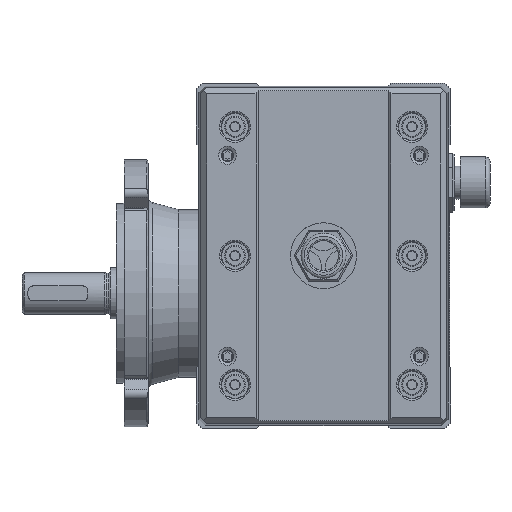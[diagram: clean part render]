
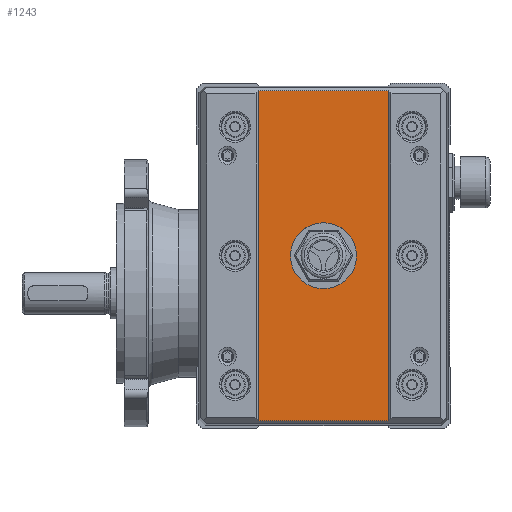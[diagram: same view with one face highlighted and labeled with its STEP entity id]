
A CAD part, top view. The second image highlights one B-rep face of the part: STEP entity #1243.
In plain terms, the highlighted planar face has unit normal (0, 0, 1).
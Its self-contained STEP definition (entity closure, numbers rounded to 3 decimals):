
#1243 = ADVANCED_FACE( '', ( #3110, #3111 ), #3112, .T. );
#3110 = FACE_OUTER_BOUND( '', #5715, .T. );
#3111 = FACE_BOUND( '', #5716, .T. );
#3112 = PLANE( '', #5717 );
#5715 = EDGE_LOOP( '', ( #9373, #9374, #9375, #9376 ) );
#5716 = EDGE_LOOP( '', ( #9377 ) );
#5717 = AXIS2_PLACEMENT_3D( '', #9378, #9379, #9380 );
#9373 = ORIENTED_EDGE( '', *, *, #14612, .F. );
#9374 = ORIENTED_EDGE( '', *, *, #14613, .F. );
#9375 = ORIENTED_EDGE( '', *, *, #14614, .F. );
#9376 = ORIENTED_EDGE( '', *, *, #14534, .F. );
#9377 = ORIENTED_EDGE( '', *, *, #13796, .F. );
#9378 = CARTESIAN_POINT( '', ( 27.468, 80.755, 84. ) );
#9379 = DIRECTION( '', ( 0., 0., 1. ) );
#9380 = DIRECTION( '', ( 1., 0., 0. ) );
#13796 = EDGE_CURVE( '', #16245, #16245, #16246, .T. );
#14534 = EDGE_CURVE( '', #17475, #17476, #17477, .T. );
#14612 = EDGE_CURVE( '', #17591, #17475, #17592, .T. );
#14613 = EDGE_CURVE( '', #17593, #17591, #17594, .T. );
#14614 = EDGE_CURVE( '', #17476, #17593, #17595, .T. );
#16245 = VERTEX_POINT( '', #20037 );
#16246 = CIRCLE( '', #20038, 11. );
#17475 = VERTEX_POINT( '', #23951 );
#17476 = VERTEX_POINT( '', #23952 );
#17477 = LINE( '', #23953, #23954 );
#17591 = VERTEX_POINT( '', #24252 );
#17592 = LINE( '', #24253, #24254 );
#17593 = VERTEX_POINT( '', #24255 );
#17594 = LINE( '', #24256, #24257 );
#17595 = LINE( '', #24258, #24259 );
#20037 = CARTESIAN_POINT( '', ( 12., 58.403, 84. ) );
#20038 = AXIS2_PLACEMENT_3D( '', #28676, #28677, #28678 );
#23951 = CARTESIAN_POINT( '', ( 22.5, 113.415, 84. ) );
#23952 = CARTESIAN_POINT( '', ( 22.5, 3.391, 84. ) );
#23953 = CARTESIAN_POINT( '', ( 22.5, 129.708, 84. ) );
#23954 = VECTOR( '', #29558, 1000. );
#24252 = CARTESIAN_POINT( '', ( -20.5, 113.415, 84. ) );
#24253 = CARTESIAN_POINT( '', ( -109.5, 113.415, 84. ) );
#24254 = VECTOR( '', #29647, 1000. );
#24255 = CARTESIAN_POINT( '', ( -20.5, 3.391, 84. ) );
#24256 = CARTESIAN_POINT( '', ( -20.5, 129.708, 84. ) );
#24257 = VECTOR( '', #29648, 1000. );
#24258 = CARTESIAN_POINT( '', ( -109.5, 3.391, 84. ) );
#24259 = VECTOR( '', #29649, 1000. );
#28676 = CARTESIAN_POINT( '', ( 1., 58.403, 84. ) );
#28677 = DIRECTION( '', ( 0., 0., 1. ) );
#28678 = DIRECTION( '', ( 1., 0., 0. ) );
#29558 = DIRECTION( '', ( 0., -1., 0. ) );
#29647 = DIRECTION( '', ( 1., 0., 0. ) );
#29648 = DIRECTION( '', ( 0., 1., 0. ) );
#29649 = DIRECTION( '', ( -1., 0., 0. ) );
